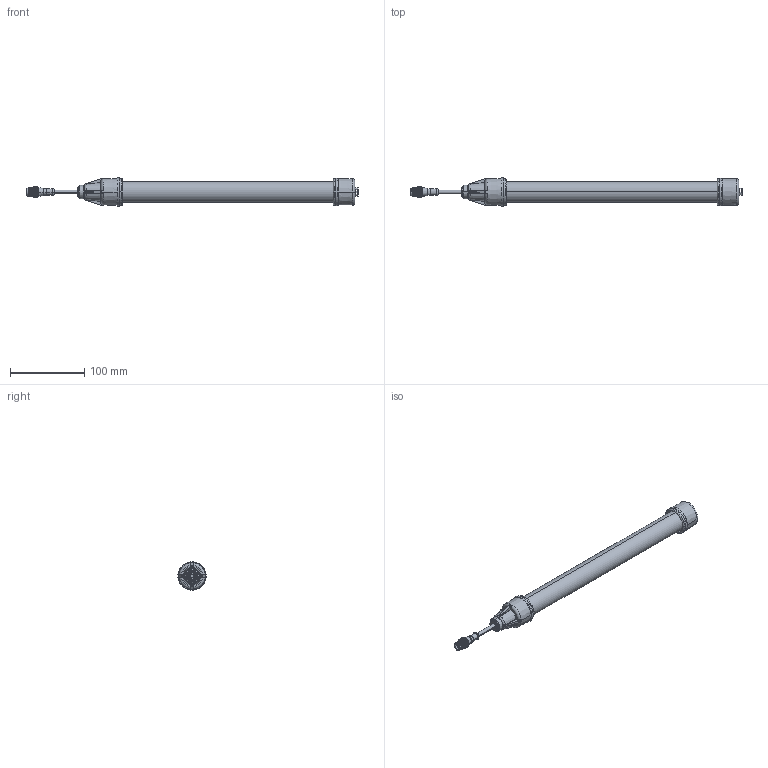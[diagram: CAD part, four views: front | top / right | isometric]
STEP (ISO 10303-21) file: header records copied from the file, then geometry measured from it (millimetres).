
FILE_DESCRIPTION((''),'2;1');
FILE_NAME('225391_SM01_ASM','2023-04-10T09:10:43',('banengservice'),('BANNER ENGINEERING'),'CREO PARAMETRIC BY PTC INC, 2022414','CREO PARAMETRIC BY PTC INC, 2022414','');
FILE_SCHEMA(('CONFIG_CONTROL_DESIGN'));
Length unit declared in the file: millimetre
Products named in the file (2): 225391_EP03; 225391_SM01_ASM
Assembly tree (1 placements, depth 2):
  225391_SM01_ASM
    225391_EP03
Bounding box: 446.36 x 37.94 x 37.98 mm (x, y, z)
Volume: 242415.1 mm3; surface area: 47381.9 mm2
Topology: 1 solids, 1 shells, 2152 faces, 4855 edges, 2724 vertices
Faces by surface type: bspline 1334, cylinder 483, plane 219, cone 49, torus 45, sphere 22
Entity records: 92663 total; most frequent: CARTESIAN_POINT 56453, ORIENTED_EDGE 9694, EDGE_CURVE 4847, B_SPLINE_CURVE_WITH_KNOTS 3622, DIRECTION 3351, VERTEX_POINT 2724, EDGE_LOOP 2183, FACE_OUTER_BOUND 2152
